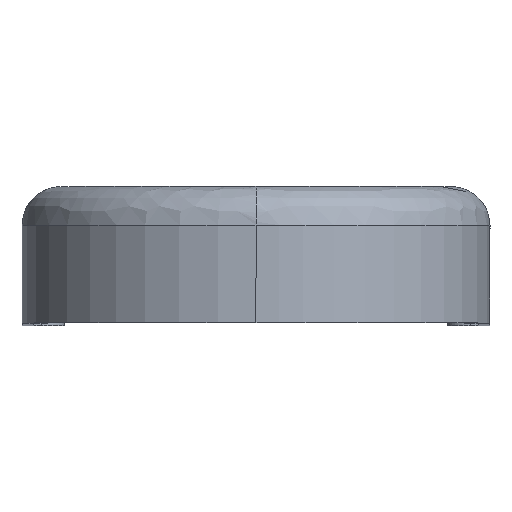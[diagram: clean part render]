
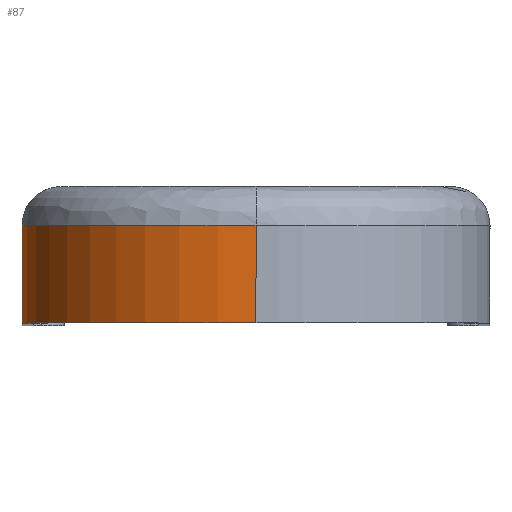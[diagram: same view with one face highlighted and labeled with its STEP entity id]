
A CAD part, top view. The second image highlights one B-rep face of the part: STEP entity #87.
In plain terms, the highlighted cylindrical face has radius 60 mm (diameter 120 mm), a partial arc.
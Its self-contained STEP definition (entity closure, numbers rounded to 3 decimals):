
#87=ADVANCED_FACE('',(#359),#4319,.T.);
#359=FACE_OUTER_BOUND('',#631,.T.);
#631=EDGE_LOOP('',(#1037,#1038,#1039,#1040));
#1037=ORIENTED_EDGE('',*,*,#2432,.T.);
#1038=ORIENTED_EDGE('',*,*,#2433,.T.);
#1039=ORIENTED_EDGE('',*,*,#2426,.F.);
#1040=ORIENTED_EDGE('',*,*,#2434,.F.);
#2426=EDGE_CURVE('',#3856,#3855,#3117,.T.);
#2432=EDGE_CURVE('',#3862,#3863,#3123,.T.);
#2433=EDGE_CURVE('',#3863,#3855,#3124,.T.);
#2434=EDGE_CURVE('',#3862,#3856,#3125,.T.);
#3117=(
BOUNDED_CURVE()
B_SPLINE_CURVE(2,(#6219,#6220,#6221),.UNSPECIFIED.,.F.,.F.)
B_SPLINE_CURVE_WITH_KNOTS((3,3),(-2767.314,-2673.066),
 .UNSPECIFIED.)
CURVE()
GEOMETRIC_REPRESENTATION_ITEM()
RATIONAL_B_SPLINE_CURVE((1.,0.707,1.))
REPRESENTATION_ITEM('')
);
#3123=(
BOUNDED_CURVE()
B_SPLINE_CURVE(2,(#6235,#6236,#6237),.UNSPECIFIED.,.F.,.F.)
B_SPLINE_CURVE_WITH_KNOTS((3,3),(0.,78.538),.UNSPECIFIED.)
CURVE()
GEOMETRIC_REPRESENTATION_ITEM()
RATIONAL_B_SPLINE_CURVE((1.,0.707,1.))
REPRESENTATION_ITEM('')
);
#3124=(
BOUNDED_CURVE()
B_SPLINE_CURVE(1,(#6238,#6239),.UNSPECIFIED.,.F.,.F.)
B_SPLINE_CURVE_WITH_KNOTS((2,2),(10.,35.),.UNSPECIFIED.)
CURVE()
GEOMETRIC_REPRESENTATION_ITEM()
RATIONAL_B_SPLINE_CURVE((1.,1.))
REPRESENTATION_ITEM('')
);
#3125=(
BOUNDED_CURVE()
B_SPLINE_CURVE(1,(#6240,#6241),.UNSPECIFIED.,.F.,.F.)
B_SPLINE_CURVE_WITH_KNOTS((2,2),(10.,35.),.UNSPECIFIED.)
CURVE()
GEOMETRIC_REPRESENTATION_ITEM()
RATIONAL_B_SPLINE_CURVE((1.,1.))
REPRESENTATION_ITEM('')
);
#3855=VERTEX_POINT('',#5714);
#3856=VERTEX_POINT('',#5715);
#3862=VERTEX_POINT('',#5721);
#3863=VERTEX_POINT('',#5722);
#4319=CYLINDRICAL_SURFACE('',#4659,60.);
#4659=AXIS2_PLACEMENT_3D('',#5161,#4901,$);
#4901=DIRECTION('',(0.,-1.,0.));
#5161=CARTESIAN_POINT('',(0.,183.5,392.));
#5714=CARTESIAN_POINT('',(-60.,166.,392.));
#5715=CARTESIAN_POINT('',(0.,166.,452.));
#5721=CARTESIAN_POINT('',(0.,191.,452.));
#5722=CARTESIAN_POINT('',(-60.,191.,392.));
#6219=CARTESIAN_POINT('',(0.,166.,452.));
#6220=CARTESIAN_POINT('',(-60.,166.,452.));
#6221=CARTESIAN_POINT('',(-60.,166.,392.));
#6235=CARTESIAN_POINT('',(0.,191.,452.));
#6236=CARTESIAN_POINT('',(-60.,191.,452.));
#6237=CARTESIAN_POINT('',(-60.,191.,392.));
#6238=CARTESIAN_POINT('',(-60.,191.,392.));
#6239=CARTESIAN_POINT('',(-60.,166.,392.));
#6240=CARTESIAN_POINT('',(0.,191.,452.));
#6241=CARTESIAN_POINT('',(0.,166.,452.));
